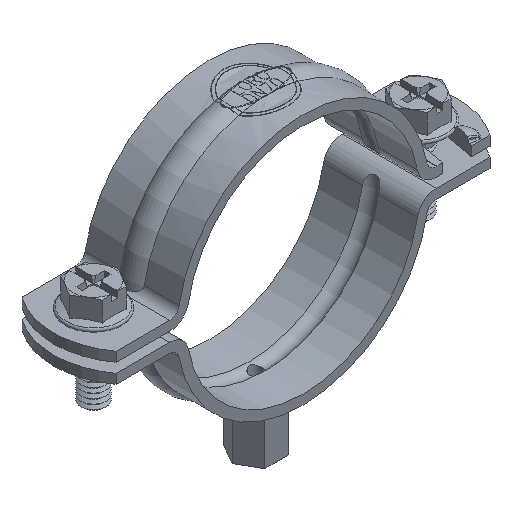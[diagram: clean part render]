
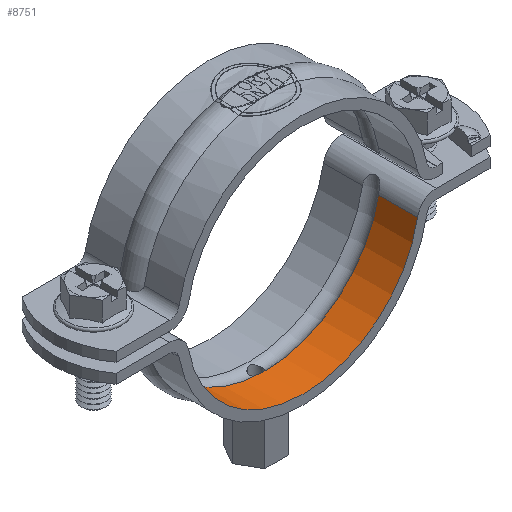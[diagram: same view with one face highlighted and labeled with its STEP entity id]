
A CAD part, isometric view. The second image highlights one B-rep face of the part: STEP entity #8751.
In plain terms, the highlighted cylindrical face has radius 365 mm (diameter 730 mm), a partial arc.
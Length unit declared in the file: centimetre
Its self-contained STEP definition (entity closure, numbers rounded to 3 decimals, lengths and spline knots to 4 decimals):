
#488=CIRCLE('',#9298,36.5);
#494=CIRCLE('',#9305,36.5);
#847=FACE_OUTER_BOUND('',#1365,.T.);
#1365=EDGE_LOOP('',(#6083,#6084,#6085,#6086));
#1902=LINE('',#12566,#2705);
#1903=LINE('',#12568,#2706);
#2705=VECTOR('',#10145,1.);
#2706=VECTOR('',#10148,1.);
#3773=VERTEX_POINT('',#12498);
#3774=VERTEX_POINT('',#12500);
#3779=VERTEX_POINT('',#12513);
#3782=VERTEX_POINT('',#12539);
#4664=EDGE_CURVE('',#3774,#3773,#488,.T.);
#4674=EDGE_CURVE('',#3782,#3779,#494,.T.);
#4677=EDGE_CURVE('',#3782,#3774,#1902,.T.);
#4678=EDGE_CURVE('',#3779,#3773,#1903,.T.);
#6083=ORIENTED_EDGE('',*,*,#4674,.F.);
#6084=ORIENTED_EDGE('',*,*,#4677,.T.);
#6085=ORIENTED_EDGE('',*,*,#4664,.T.);
#6086=ORIENTED_EDGE('',*,*,#4678,.F.);
#8687=CYLINDRICAL_SURFACE('',#9307,36.5);
#8751=ADVANCED_FACE('',(#847),#8687,.F.);
#9298=AXIS2_PLACEMENT_3D('',#12501,#10123,#10124);
#9305=AXIS2_PLACEMENT_3D('',#12562,#10139,#10140);
#9307=AXIS2_PLACEMENT_3D('',#12567,#10146,#10147);
#10123=DIRECTION('center_axis',(0.,-1.,0.));
#10124=DIRECTION('ref_axis',(-0.984,0.,-0.176));
#10139=DIRECTION('center_axis',(0.,-1.,0.));
#10140=DIRECTION('ref_axis',(-0.984,0.,-0.176));
#10145=DIRECTION('',(0.,-1.,0.));
#10146=DIRECTION('center_axis',(0.,1.,0.));
#10147=DIRECTION('ref_axis',(-0.984,0.,-0.176));
#10148=DIRECTION('',(0.,-1.,0.));
#12498=CARTESIAN_POINT('',(97.2031,116.0727,18.0588));
#12500=CARTESIAN_POINT('',(25.3488,116.0727,18.0588));
#12501=CARTESIAN_POINT('Origin',(61.276,116.0727,24.5));
#12513=CARTESIAN_POINT('',(97.2031,128.3143,18.0588));
#12539=CARTESIAN_POINT('',(25.3488,128.3143,18.0588));
#12562=CARTESIAN_POINT('Origin',(61.276,128.3143,24.5));
#12566=CARTESIAN_POINT('',(25.3488,145.5727,18.0588));
#12567=CARTESIAN_POINT('Origin',(61.276,145.5727,24.5));
#12568=CARTESIAN_POINT('',(97.2031,145.5727,18.0588));
